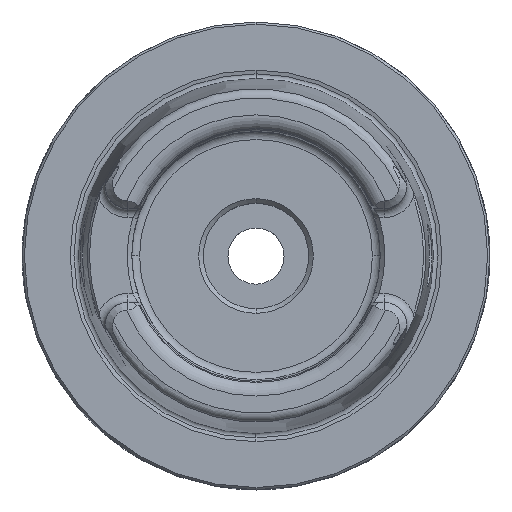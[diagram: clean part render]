
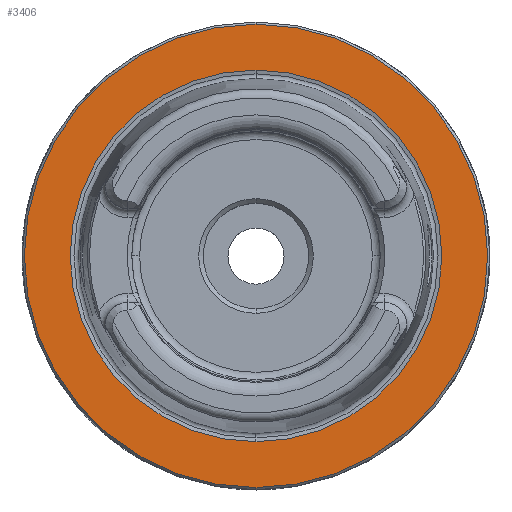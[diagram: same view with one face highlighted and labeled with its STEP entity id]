
A CAD part, top view. The second image highlights one B-rep face of the part: STEP entity #3406.
In plain terms, the highlighted planar face has unit normal (0, 0, 1).
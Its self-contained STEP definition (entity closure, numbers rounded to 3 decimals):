
#1662=VERTEX_POINT('NONE',#4670);
#1666=EDGE_CURVE('NONE',#4212,#1662,#4674,.F.);
#1930=EDGE_CURVE('NONE',#4300,#2594,#4970,.T.);
#2594=VERTEX_POINT('NONE',#5710);
#3406=ADVANCED_FACE('NONE',(#6602,#6603),#6604,.F.);
#3818=EDGE_CURVE('NONE',#2594,#4300,#7046,.T.);
#3832=EDGE_CURVE('NONE',#1662,#4212,#7060,.T.);
#4212=VERTEX_POINT('NONE',#7483);
#4300=VERTEX_POINT('NONE',#7582);
#4670=CARTESIAN_POINT('',(0.,-39.697,0.));
#4674=CIRCLE('',#8262,39.697);
#4970=CIRCLE('',#8956,49.495);
#5710=CARTESIAN_POINT('',(0.,-49.495,0.));
#6602=FACE_OUTER_BOUND('',#13170,.T.);
#6603=FACE_BOUND('',#13171,.T.);
#6604=PLANE('',#13172);
#7046=CIRCLE('',#14202,49.495);
#7060=CIRCLE('',#14226,39.697);
#7483=CARTESIAN_POINT('',(0.,39.697,0.));
#7582=CARTESIAN_POINT('',(0.,49.495,0.));
#8262=AXIS2_PLACEMENT_3D('',#16137,#16138,#16139);
#8956=AXIS2_PLACEMENT_3D('',#16492,#16493,#16494);
#13170=EDGE_LOOP('',(#18397,#18398));
#13171=EDGE_LOOP('',(#18399,#18400));
#13172=AXIS2_PLACEMENT_3D('',#18401,#18402,#18403);
#14202=AXIS2_PLACEMENT_3D('',#18822,#18823,#18824);
#14226=AXIS2_PLACEMENT_3D('',#18832,#18833,#18834);
#16137=CARTESIAN_POINT('',(0.,0.,0.));
#16138=DIRECTION('',(0.0,0.0,-1.0));
#16139=DIRECTION('',(0.,1.0,0.0));
#16492=CARTESIAN_POINT('',(0.,0.,0.));
#16493=DIRECTION('',(0.0,0.0,1.0));
#16494=DIRECTION('',(0.,-1.0,0.0));
#18397=ORIENTED_EDGE('',*,*,#3818,.T.);
#18398=ORIENTED_EDGE('',*,*,#1930,.T.);
#18399=ORIENTED_EDGE('',*,*,#1666,.F.);
#18400=ORIENTED_EDGE('',*,*,#3832,.F.);
#18401=CARTESIAN_POINT('',(0.,-38.483,0.));
#18402=DIRECTION('',(-0.0,0.0,-1.0));
#18403=DIRECTION('',(0.,-1.0,0.0));
#18822=CARTESIAN_POINT('',(0.,0.,0.));
#18823=DIRECTION('',(0.0,0.0,1.0));
#18824=DIRECTION('',(0.,-1.0,0.0));
#18832=CARTESIAN_POINT('',(0.,0.,0.));
#18833=DIRECTION('',(0.0,-0.0,1.0));
#18834=DIRECTION('',(0.,1.0,0.0));
